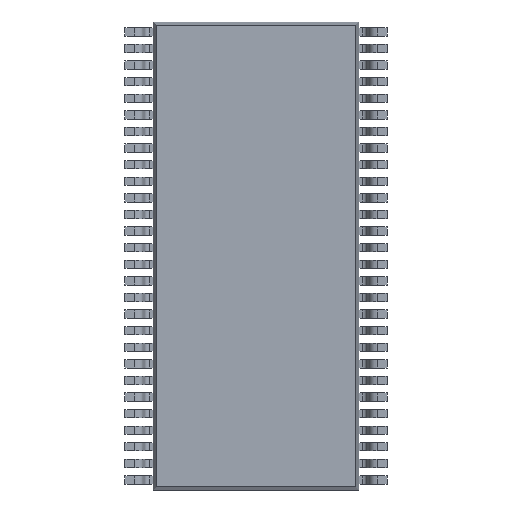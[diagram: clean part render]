
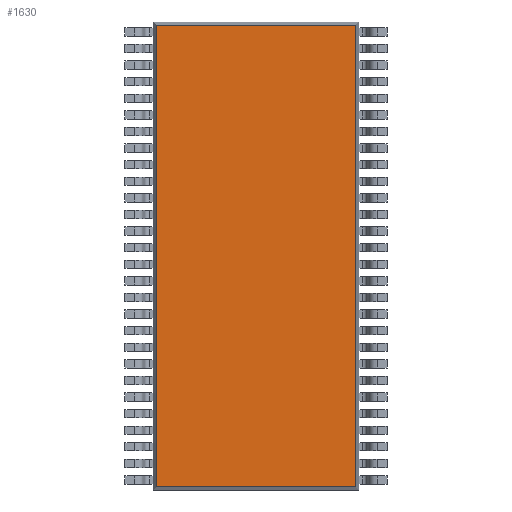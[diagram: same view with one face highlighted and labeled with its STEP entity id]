
A CAD part, front view. The second image highlights one B-rep face of the part: STEP entity #1630.
In plain terms, the highlighted planar face has unit normal (0, -1, 0).
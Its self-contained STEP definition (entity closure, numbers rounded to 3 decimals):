
#243 = ORIENTED_EDGE ( 'NONE', *, *, #1854, .F. ) ;
#247 = FACE_OUTER_BOUND ( 'NONE', #1591, .T. ) ;
#336 = EDGE_CURVE ( 'NONE', #597, #1455, #1594, .T. ) ;
#350 = ORIENTED_EDGE ( 'NONE', *, *, #1350, .F. ) ;
#492 = CARTESIAN_POINT ( 'NONE',  ( -3.004, -0.5, -6.954 ) ) ;
#512 = ORIENTED_EDGE ( 'NONE', *, *, #336, .F. ) ;
#597 = VERTEX_POINT ( 'NONE', #780 ) ;
#621 = ORIENTED_EDGE ( 'NONE', *, *, #1722, .F. ) ;
#665 = VECTOR ( 'NONE', #1429, 1000. ) ;
#742 = LINE ( 'NONE', #1783, #1367 ) ;
#774 = CARTESIAN_POINT ( 'NONE',  ( -3.1, -0.5, 6.954 ) ) ;
#780 = CARTESIAN_POINT ( 'NONE',  ( 3.004, -0.5, -6.954 ) ) ;
#840 = PLANE ( 'NONE',  #1706 ) ;
#871 = CARTESIAN_POINT ( 'NONE',  ( -3.1, -0.5, 7.05 ) ) ;
#936 = VERTEX_POINT ( 'NONE', #1716 ) ;
#1075 = VECTOR ( 'NONE', #1567, 1000. ) ;
#1241 = LINE ( 'NONE', #774, #1742 ) ;
#1294 = CARTESIAN_POINT ( 'NONE',  ( -3.1, -0.5, -6.954 ) ) ;
#1314 = CARTESIAN_POINT ( 'NONE',  ( 3.004, -0.5, 6.954 ) ) ;
#1339 = DIRECTION ( 'NONE',  ( 0., 0., 1. ) ) ;
#1350 = EDGE_CURVE ( 'NONE', #1455, #936, #742, .T. ) ;
#1367 = VECTOR ( 'NONE', #1817, 1000. ) ;
#1429 = DIRECTION ( 'NONE',  ( -1., 0., 0. ) ) ;
#1455 = VERTEX_POINT ( 'NONE', #492 ) ;
#1535 = DIRECTION ( 'NONE',  ( 1., 0., 0. ) ) ;
#1565 = VERTEX_POINT ( 'NONE', #1314 ) ;
#1567 = DIRECTION ( 'NONE',  ( 0., 0., -1. ) ) ;
#1591 = EDGE_LOOP ( 'NONE', ( #243, #621, #350, #512 ) ) ;
#1594 = LINE ( 'NONE', #1294, #665 ) ;
#1612 = CARTESIAN_POINT ( 'NONE',  ( 3.004, -0.5, 7.05 ) ) ;
#1630 = ADVANCED_FACE ( 'NONE', ( #247 ), #840, .F. ) ;
#1643 = DIRECTION ( 'NONE',  ( 0., 1., 0. ) ) ;
#1706 = AXIS2_PLACEMENT_3D ( 'NONE', #871, #1643, #1339 ) ;
#1716 = CARTESIAN_POINT ( 'NONE',  ( -3.004, -0.5, 6.954 ) ) ;
#1722 = EDGE_CURVE ( 'NONE', #936, #1565, #1241, .T. ) ;
#1742 = VECTOR ( 'NONE', #1535, 1000. ) ;
#1761 = LINE ( 'NONE', #1612, #1075 ) ;
#1783 = CARTESIAN_POINT ( 'NONE',  ( -3.004, -0.5, 7.05 ) ) ;
#1817 = DIRECTION ( 'NONE',  ( 0., 0., 1. ) ) ;
#1854 = EDGE_CURVE ( 'NONE', #1565, #597, #1761, .T. ) ;
